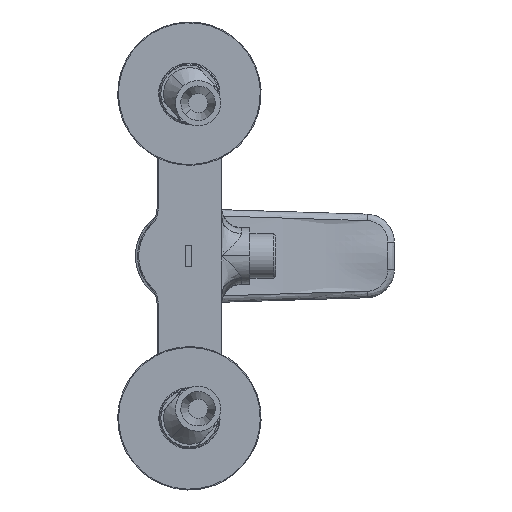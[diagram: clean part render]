
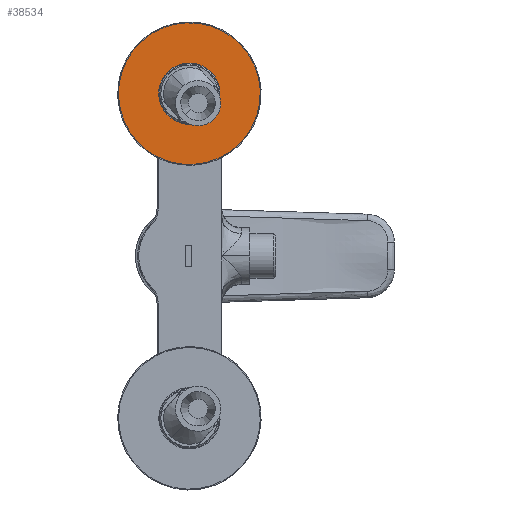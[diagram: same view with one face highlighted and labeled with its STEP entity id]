
A CAD part, left-side view. The second image highlights one B-rep face of the part: STEP entity #38534.
In plain terms, the highlighted planar face has unit normal (-1, 0, 0).
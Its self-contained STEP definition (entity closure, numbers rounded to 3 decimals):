
#33 = CARTESIAN_POINT ( 'NONE',  ( -15.564, 0., 75.263 ) ) ;
#106 = DIRECTION ( 'NONE',  ( -1., 0., 0. ) ) ;
#3934 = AXIS2_PLACEMENT_3D ( 'NONE', #33, #58275, #58476 ) ;
#4032 = AXIS2_PLACEMENT_3D ( 'NONE', #19946, #53502, #54345 ) ;
#4803 = DIRECTION ( 'NONE',  ( 1., 0., 0. ) ) ;
#5123 = PLANE ( 'NONE',  #4032 ) ;
#5405 = FACE_BOUND ( 'NONE', #19044, .T. ) ;
#6643 = ORIENTED_EDGE ( 'NONE', *, *, #40492, .T. ) ;
#7723 = CARTESIAN_POINT ( 'NONE',  ( -15.564, -9.667, 64.862 ) ) ;
#14508 = DIRECTION ( 'NONE',  ( 0., -0.681, -0.732 ) ) ;
#14962 = DIRECTION ( 'NONE',  ( 0., -0.681, -0.732 ) ) ;
#17695 = AXIS2_PLACEMENT_3D ( 'NONE', #43904, #4803, #14508 ) ;
#19044 = EDGE_LOOP ( 'NONE', ( #19286, #41555 ) ) ;
#19286 = ORIENTED_EDGE ( 'NONE', *, *, #46162, .T. ) ;
#19324 = CARTESIAN_POINT ( 'NONE',  ( -15.564, 0., 75.263 ) ) ;
#19426 = CIRCLE ( 'NONE', #61445, 14.2 ) ;
#19946 = CARTESIAN_POINT ( 'NONE',  ( -15.564, 0., 75.263 ) ) ;
#20319 = CIRCLE ( 'NONE', #39416, 32.85 ) ;
#21547 = FACE_OUTER_BOUND ( 'NONE', #36431, .T. ) ;
#25257 = VERTEX_POINT ( 'NONE', #44902 ) ;
#25762 = CIRCLE ( 'NONE', #17695, 14.2 ) ;
#26949 = ORIENTED_EDGE ( 'NONE', *, *, #33535, .T. ) ;
#33535 = EDGE_CURVE ( 'NONE', #60028, #25257, #40169, .T. ) ;
#34352 = DIRECTION ( 'NONE',  ( 1., 0., 0. ) ) ;
#35019 = VERTEX_POINT ( 'NONE', #53440 ) ;
#36431 = EDGE_LOOP ( 'NONE', ( #6643, #26949 ) ) ;
#38534 = ADVANCED_FACE ( 'NONE', ( #5405, #21547 ), #5123, .T. ) ;
#39416 = AXIS2_PLACEMENT_3D ( 'NONE', #59388, #106, #14962 ) ;
#40169 = CIRCLE ( 'NONE', #3934, 32.85 ) ;
#40492 = EDGE_CURVE ( 'NONE', #25257, #60028, #20319, .T. ) ;
#41555 = ORIENTED_EDGE ( 'NONE', *, *, #55378, .T. ) ;
#43904 = CARTESIAN_POINT ( 'NONE',  ( -15.564, 0., 75.263 ) ) ;
#44227 = DIRECTION ( 'NONE',  ( 0., -0.681, -0.732 ) ) ;
#44902 = CARTESIAN_POINT ( 'NONE',  ( -15.564, -22.364, 51.202 ) ) ;
#46162 = EDGE_CURVE ( 'NONE', #54401, #35019, #25762, .T. ) ;
#53440 = CARTESIAN_POINT ( 'NONE',  ( -15.564, 9.667, 85.664 ) ) ;
#53502 = DIRECTION ( 'NONE',  ( -1., 0., 0. ) ) ;
#54345 = DIRECTION ( 'NONE',  ( 0., -0.681, -0.732 ) ) ;
#54401 = VERTEX_POINT ( 'NONE', #7723 ) ;
#55378 = EDGE_CURVE ( 'NONE', #35019, #54401, #19426, .T. ) ;
#56012 = CARTESIAN_POINT ( 'NONE',  ( -15.564, 22.364, 99.325 ) ) ;
#58275 = DIRECTION ( 'NONE',  ( -1., 0., 0. ) ) ;
#58476 = DIRECTION ( 'NONE',  ( 0., -0.681, -0.732 ) ) ;
#59388 = CARTESIAN_POINT ( 'NONE',  ( -15.564, 0., 75.263 ) ) ;
#60028 = VERTEX_POINT ( 'NONE', #56012 ) ;
#61445 = AXIS2_PLACEMENT_3D ( 'NONE', #19324, #34352, #44227 ) ;
